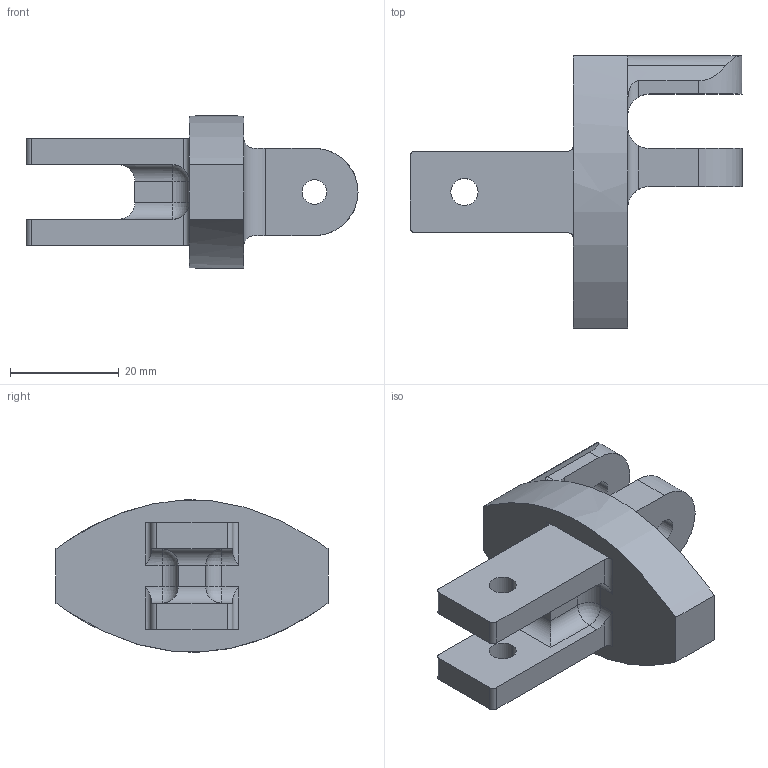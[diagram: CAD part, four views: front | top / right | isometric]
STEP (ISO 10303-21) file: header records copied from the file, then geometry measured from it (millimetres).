
FILE_DESCRIPTION(('CATIA V5 STEP Exchange'),'2;1');
FILE_NAME('MANCHON_BANNE_3.stp','2024-04-17T19:12:29+00:00',('none'),('none'),'CATIA Version 5 Release 20 GA (IN-10)','CATIA V5 STEP AP203','none');
FILE_SCHEMA(('CONFIG_CONTROL_DESIGN'));
Length unit declared in the file: millimetre
Products named in the file (1): MANCHON_BANNE_2
Bounding box: 61 x 50 x 28 mm (x, y, z)
Volume: 19842.3 mm3; surface area: 7601 mm2
Topology: 1 solids, 1 shells, 73 faces, 205 edges, 132 vertices
Faces by surface type: cylinder 39, plane 26, sphere 4, extrusion 4
Entity records: 2471 total; most frequent: CARTESIAN_POINT 693, ORIENTED_EDGE 402, DIRECTION 273, EDGE_CURVE 201, VERTEX_POINT 132, AXIS2_PLACEMENT_3D 112, VECTOR 107, LINE 103
